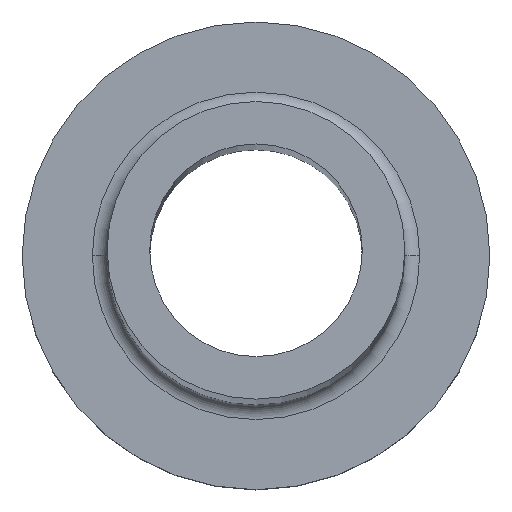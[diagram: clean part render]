
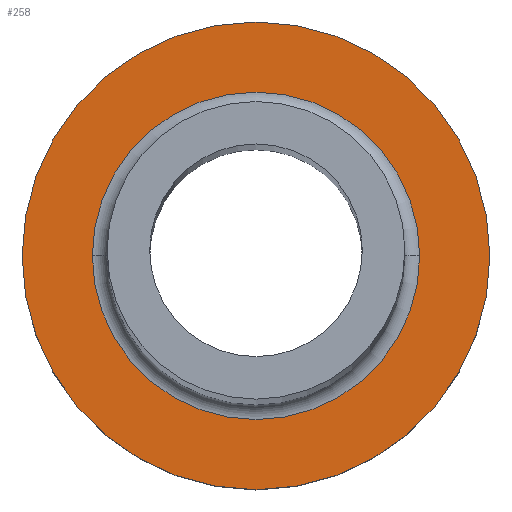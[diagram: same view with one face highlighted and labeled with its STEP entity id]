
A CAD part, top view. The second image highlights one B-rep face of the part: STEP entity #258.
In plain terms, the highlighted planar face has unit normal (0, 0, 1).
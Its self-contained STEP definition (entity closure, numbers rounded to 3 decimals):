
#8 = CARTESIAN_POINT ( 'NONE',  ( 0., 0., 7. ) ) ;
#14 = EDGE_CURVE ( 'NONE', #51, #110, #150, .T. ) ;
#15 = CARTESIAN_POINT ( 'NONE',  ( 0., 0., 7. ) ) ;
#25 = AXIS2_PLACEMENT_3D ( 'NONE', #8, #195, #319 ) ;
#42 = DIRECTION ( 'NONE',  ( 1., 0., 0. ) ) ;
#51 = VERTEX_POINT ( 'NONE', #327 ) ;
#54 = DIRECTION ( 'NONE',  ( 0., 0., -1. ) ) ;
#65 = EDGE_CURVE ( 'NONE', #110, #51, #67, .T. ) ;
#66 = EDGE_LOOP ( 'NONE', ( #147, #379 ) ) ;
#67 = CIRCLE ( 'NONE', #293, 11. ) ;
#77 = DIRECTION ( 'NONE',  ( 0., 0., -1. ) ) ;
#89 = AXIS2_PLACEMENT_3D ( 'NONE', #280, #77, #313 ) ;
#110 = VERTEX_POINT ( 'NONE', #272 ) ;
#118 = ORIENTED_EDGE ( 'NONE', *, *, #309, .T. ) ;
#147 = ORIENTED_EDGE ( 'NONE', *, *, #14, .T. ) ;
#150 = CIRCLE ( 'NONE', #25, 11. ) ;
#157 = DIRECTION ( 'NONE',  ( 0., 0., 1. ) ) ;
#158 = DIRECTION ( 'NONE',  ( 1., 0., 0. ) ) ;
#172 = CIRCLE ( 'NONE', #274, 7.7 ) ;
#181 = DIRECTION ( 'NONE',  ( 0., 0., 1. ) ) ;
#187 = CARTESIAN_POINT ( 'NONE',  ( 0., 0., 7. ) ) ;
#195 = DIRECTION ( 'NONE',  ( 0., 0., 1. ) ) ;
#203 = VERTEX_POINT ( 'NONE', #237 ) ;
#215 = FACE_OUTER_BOUND ( 'NONE', #66, .T. ) ;
#219 = AXIS2_PLACEMENT_3D ( 'NONE', #278, #157, #342 ) ;
#237 = CARTESIAN_POINT ( 'NONE',  ( -7.7, 0., 7. ) ) ;
#246 = CARTESIAN_POINT ( 'NONE',  ( 7.7, 0., 7. ) ) ;
#252 = PLANE ( 'NONE',  #219 ) ;
#258 = ADVANCED_FACE ( 'NONE', ( #339, #215 ), #252, .T. ) ;
#260 = ORIENTED_EDGE ( 'NONE', *, *, #323, .T. ) ;
#272 = CARTESIAN_POINT ( 'NONE',  ( 11., 0., 7. ) ) ;
#274 = AXIS2_PLACEMENT_3D ( 'NONE', #187, #54, #158 ) ;
#278 = CARTESIAN_POINT ( 'NONE',  ( 0., 0., 7. ) ) ;
#280 = CARTESIAN_POINT ( 'NONE',  ( 0., 0., 7. ) ) ;
#282 = VERTEX_POINT ( 'NONE', #246 ) ;
#293 = AXIS2_PLACEMENT_3D ( 'NONE', #15, #181, #42 ) ;
#309 = EDGE_CURVE ( 'NONE', #203, #282, #172, .T. ) ;
#313 = DIRECTION ( 'NONE',  ( 1., 0., 0. ) ) ;
#316 = EDGE_LOOP ( 'NONE', ( #260, #118 ) ) ;
#319 = DIRECTION ( 'NONE',  ( 1., 0., 0. ) ) ;
#323 = EDGE_CURVE ( 'NONE', #282, #203, #346, .T. ) ;
#327 = CARTESIAN_POINT ( 'NONE',  ( -11., 0., 7. ) ) ;
#339 = FACE_BOUND ( 'NONE', #316, .T. ) ;
#342 = DIRECTION ( 'NONE',  ( 1., 0., 0. ) ) ;
#346 = CIRCLE ( 'NONE', #89, 7.7 ) ;
#379 = ORIENTED_EDGE ( 'NONE', *, *, #65, .T. ) ;
